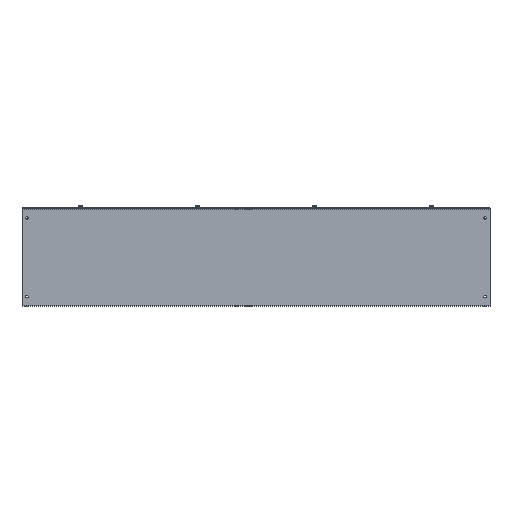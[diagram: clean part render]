
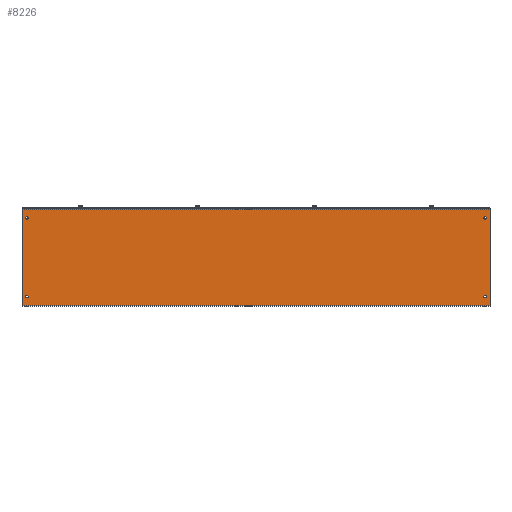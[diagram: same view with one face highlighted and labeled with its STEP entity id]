
A CAD part, left-side view. The second image highlights one B-rep face of the part: STEP entity #8226.
In plain terms, the highlighted planar face has unit normal (-1, 0, 0).
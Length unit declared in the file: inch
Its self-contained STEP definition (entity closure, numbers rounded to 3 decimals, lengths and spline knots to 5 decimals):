
#166 = VERTEX_POINT ( 'NONE', #4549 ) ;
#201 = ORIENTED_EDGE ( 'NONE', *, *, #3929, .T. ) ;
#202 = FACE_OUTER_BOUND ( 'NONE', #6465, .T. ) ;
#212 = CARTESIAN_POINT ( 'NONE',  ( -5.072, -24., 0.108 ) ) ;
#311 = PLANE ( 'NONE',  #2882 ) ;
#313 = DIRECTION ( 'NONE',  ( 1., 0., 0. ) ) ;
#555 = CARTESIAN_POINT ( 'NONE',  ( -5.072, -23.5, 9.072 ) ) ;
#722 = EDGE_LOOP ( 'NONE', ( #4622, #9119 ) ) ;
#790 = ORIENTED_EDGE ( 'NONE', *, *, #3787, .T. ) ;
#1078 = VERTEX_POINT ( 'NONE', #4566 ) ;
#1097 = DIRECTION ( 'NONE',  ( 0., 0., 1. ) ) ;
#1136 = CIRCLE ( 'NONE', #4676, 0.133 ) ;
#1160 = DIRECTION ( 'NONE',  ( 0., 0., 1. ) ) ;
#1215 = CARTESIAN_POINT ( 'NONE',  ( -5.072, 23.5, 1. ) ) ;
#1245 = FACE_BOUND ( 'NONE', #7994, .T. ) ;
#1265 = DIRECTION ( 'NONE',  ( 1., 0., 0. ) ) ;
#1342 = CIRCLE ( 'NONE', #7515, 0.133 ) ;
#1593 = VERTEX_POINT ( 'NONE', #6261 ) ;
#1836 = CARTESIAN_POINT ( 'NONE',  ( -5.072, 24., 0.108 ) ) ;
#1960 = DIRECTION ( 'NONE',  ( 0., 1., 0. ) ) ;
#2214 = AXIS2_PLACEMENT_3D ( 'NONE', #2824, #5305, #5464 ) ;
#2230 = CARTESIAN_POINT ( 'NONE',  ( -5.072, 23.5, 1. ) ) ;
#2511 = LINE ( 'NONE', #8536, #7919 ) ;
#2712 = VERTEX_POINT ( 'NONE', #2893 ) ;
#2719 = CARTESIAN_POINT ( 'NONE',  ( -5.072, 23.5, 0.867 ) ) ;
#2824 = CARTESIAN_POINT ( 'NONE',  ( -5.072, 23.5, 9.072 ) ) ;
#2882 = AXIS2_PLACEMENT_3D ( 'NONE', #7891, #7042, #8669 ) ;
#2893 = CARTESIAN_POINT ( 'NONE',  ( -5.072, -23.5, 8.939 ) ) ;
#2934 = DIRECTION ( 'NONE',  ( 1., 0., 0. ) ) ;
#2938 = DIRECTION ( 'NONE',  ( 0., 0., 1. ) ) ;
#2976 = VECTOR ( 'NONE', #9477, 39.37008 ) ;
#3106 = CARTESIAN_POINT ( 'NONE',  ( -5.072, 23.5, 1.133 ) ) ;
#3125 = ORIENTED_EDGE ( 'NONE', *, *, #6898, .T. ) ;
#3414 = CIRCLE ( 'NONE', #7078, 0.133 ) ;
#3440 = CARTESIAN_POINT ( 'NONE',  ( -5.072, -23.5, 9.205 ) ) ;
#3734 = CARTESIAN_POINT ( 'NONE',  ( -5.072, -24., 0.108 ) ) ;
#3787 = EDGE_CURVE ( 'NONE', #1593, #10241, #6151, .T. ) ;
#3799 = CARTESIAN_POINT ( 'NONE',  ( -5.072, -23.5, 1. ) ) ;
#3809 = DIRECTION ( 'NONE',  ( 0., 0., 1. ) ) ;
#3929 = EDGE_CURVE ( 'NONE', #6007, #1593, #2511, .T. ) ;
#3941 = VERTEX_POINT ( 'NONE', #1836 ) ;
#4043 = EDGE_CURVE ( 'NONE', #10241, #3941, #5264, .T. ) ;
#4151 = ORIENTED_EDGE ( 'NONE', *, *, #9168, .T. ) ;
#4212 = EDGE_CURVE ( 'NONE', #1078, #166, #6848, .T. ) ;
#4521 = DIRECTION ( 'NONE',  ( 0., 0., 1. ) ) ;
#4549 = CARTESIAN_POINT ( 'NONE',  ( -5.072, -23.5, 0.867 ) ) ;
#4566 = CARTESIAN_POINT ( 'NONE',  ( -5.072, -23.5, 1.133 ) ) ;
#4594 = CARTESIAN_POINT ( 'NONE',  ( -5.072, 23.5, 9.072 ) ) ;
#4622 = ORIENTED_EDGE ( 'NONE', *, *, #5302, .T. ) ;
#4623 = FACE_BOUND ( 'NONE', #7401, .T. ) ;
#4636 = CARTESIAN_POINT ( 'NONE',  ( -5.072, -23.5, 9.072 ) ) ;
#4651 = DIRECTION ( 'NONE',  ( 1., 0., 0. ) ) ;
#4671 = CARTESIAN_POINT ( 'NONE',  ( -5.072, 24., 9.964 ) ) ;
#4676 = AXIS2_PLACEMENT_3D ( 'NONE', #4594, #1265, #1160 ) ;
#4764 = ORIENTED_EDGE ( 'NONE', *, *, #7885, .T. ) ;
#4990 = EDGE_LOOP ( 'NONE', ( #6527, #4764 ) ) ;
#5184 = EDGE_CURVE ( 'NONE', #9442, #7593, #1136, .T. ) ;
#5207 = DIRECTION ( 'NONE',  ( 0., 0., 1. ) ) ;
#5264 = LINE ( 'NONE', #6914, #2976 ) ;
#5302 = EDGE_CURVE ( 'NONE', #7593, #9442, #5891, .T. ) ;
#5305 = DIRECTION ( 'NONE',  ( 1., 0., 0. ) ) ;
#5444 = FACE_BOUND ( 'NONE', #4990, .T. ) ;
#5464 = DIRECTION ( 'NONE',  ( 0., 0., 1. ) ) ;
#5587 = DIRECTION ( 'NONE',  ( 1., 0., 0. ) ) ;
#5631 = CARTESIAN_POINT ( 'NONE',  ( -5.072, 24., 9.964 ) ) ;
#5779 = EDGE_CURVE ( 'NONE', #166, #1078, #10703, .T. ) ;
#5891 = CIRCLE ( 'NONE', #2214, 0.133 ) ;
#5985 = ORIENTED_EDGE ( 'NONE', *, *, #4043, .T. ) ;
#6007 = VERTEX_POINT ( 'NONE', #3734 ) ;
#6030 = CIRCLE ( 'NONE', #8171, 0.133 ) ;
#6111 = DIRECTION ( 'NONE',  ( 1., 0., 0. ) ) ;
#6151 = LINE ( 'NONE', #4671, #10919 ) ;
#6261 = CARTESIAN_POINT ( 'NONE',  ( -5.072, -24., 9.964 ) ) ;
#6465 = EDGE_LOOP ( 'NONE', ( #5985, #6728, #201, #790 ) ) ;
#6527 = ORIENTED_EDGE ( 'NONE', *, *, #8614, .T. ) ;
#6728 = ORIENTED_EDGE ( 'NONE', *, *, #10498, .F. ) ;
#6848 = CIRCLE ( 'NONE', #10040, 0.133 ) ;
#6898 = EDGE_CURVE ( 'NONE', #9158, #7178, #1342, .T. ) ;
#6914 = CARTESIAN_POINT ( 'NONE',  ( -5.072, 24., 0.072 ) ) ;
#7042 = DIRECTION ( 'NONE',  ( -1., 0., 0. ) ) ;
#7078 = AXIS2_PLACEMENT_3D ( 'NONE', #4636, #8007, #3809 ) ;
#7159 = VERTEX_POINT ( 'NONE', #3440 ) ;
#7178 = VERTEX_POINT ( 'NONE', #2719 ) ;
#7281 = CARTESIAN_POINT ( 'NONE',  ( -5.072, 23.5, 9.205 ) ) ;
#7401 = EDGE_LOOP ( 'NONE', ( #9267, #8892 ) ) ;
#7515 = AXIS2_PLACEMENT_3D ( 'NONE', #2230, #5587, #10588 ) ;
#7593 = VERTEX_POINT ( 'NONE', #7281 ) ;
#7801 = VECTOR ( 'NONE', #7952, 39.37008 ) ;
#7837 = FACE_BOUND ( 'NONE', #722, .T. ) ;
#7885 = EDGE_CURVE ( 'NONE', #2712, #7159, #3414, .T. ) ;
#7891 = CARTESIAN_POINT ( 'NONE',  ( -5.072, 24., 0.0625 ) ) ;
#7919 = VECTOR ( 'NONE', #5207, 39.37008 ) ;
#7952 = DIRECTION ( 'NONE',  ( 0., 1., 0. ) ) ;
#7994 = EDGE_LOOP ( 'NONE', ( #3125, #4151 ) ) ;
#8007 = DIRECTION ( 'NONE',  ( 1., 0., 0. ) ) ;
#8081 = CIRCLE ( 'NONE', #9498, 0.133 ) ;
#8171 = AXIS2_PLACEMENT_3D ( 'NONE', #555, #4651, #2938 ) ;
#8226 = ADVANCED_FACE ( 'NONE', ( #202, #5444, #4623, #7837, #1245 ), #311, .T. ) ;
#8536 = CARTESIAN_POINT ( 'NONE',  ( -5.072, -24., 0.072 ) ) ;
#8575 = AXIS2_PLACEMENT_3D ( 'NONE', #3799, #313, #4521 ) ;
#8614 = EDGE_CURVE ( 'NONE', #7159, #2712, #6030, .T. ) ;
#8669 = DIRECTION ( 'NONE',  ( 0., 0., 1. ) ) ;
#8892 = ORIENTED_EDGE ( 'NONE', *, *, #5779, .T. ) ;
#9047 = CARTESIAN_POINT ( 'NONE',  ( -5.072, 23.5, 8.939 ) ) ;
#9119 = ORIENTED_EDGE ( 'NONE', *, *, #5184, .T. ) ;
#9158 = VERTEX_POINT ( 'NONE', #3106 ) ;
#9168 = EDGE_CURVE ( 'NONE', #7178, #9158, #8081, .T. ) ;
#9267 = ORIENTED_EDGE ( 'NONE', *, *, #4212, .T. ) ;
#9395 = CARTESIAN_POINT ( 'NONE',  ( -5.072, -23.5, 1. ) ) ;
#9442 = VERTEX_POINT ( 'NONE', #9047 ) ;
#9477 = DIRECTION ( 'NONE',  ( 0., 0., -1. ) ) ;
#9498 = AXIS2_PLACEMENT_3D ( 'NONE', #1215, #2934, #9688 ) ;
#9688 = DIRECTION ( 'NONE',  ( 0., 0., 1. ) ) ;
#10040 = AXIS2_PLACEMENT_3D ( 'NONE', #9395, #6111, #1097 ) ;
#10241 = VERTEX_POINT ( 'NONE', #5631 ) ;
#10498 = EDGE_CURVE ( 'NONE', #6007, #3941, #10502, .T. ) ;
#10502 = LINE ( 'NONE', #212, #7801 ) ;
#10588 = DIRECTION ( 'NONE',  ( 0., 0., 1. ) ) ;
#10703 = CIRCLE ( 'NONE', #8575, 0.133 ) ;
#10919 = VECTOR ( 'NONE', #1960, 39.37008 ) ;
